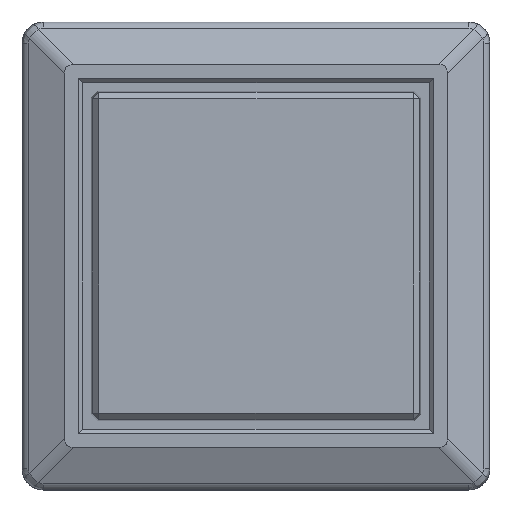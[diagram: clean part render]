
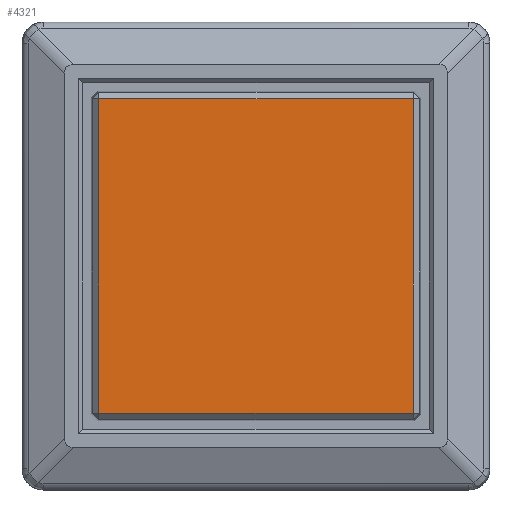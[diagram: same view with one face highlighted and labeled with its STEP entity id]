
A CAD part, top view. The second image highlights one B-rep face of the part: STEP entity #4321.
In plain terms, the highlighted face is planar.
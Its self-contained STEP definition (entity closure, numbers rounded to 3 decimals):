
#152 = DIRECTION ( 'NONE',  ( 1., 0., 0. ) ) ;
#1797 = DIRECTION ( 'NONE',  ( 0., 0., 1. ) ) ;
#2258 = EDGE_CURVE ( 'NONE', #8892, #8252, #10196, .T. ) ;
#2977 = DIRECTION ( 'NONE',  ( 0., -1., 0. ) ) ;
#3762 = EDGE_CURVE ( 'NONE', #8892, #8929, #8000, .T. ) ;
#3907 = VECTOR ( 'NONE', #152, 1000. ) ;
#4020 = DIRECTION ( 'NONE',  ( -1., 0., 0. ) ) ;
#4068 = LINE ( 'NONE', #9019, #7332 ) ;
#4212 = FACE_OUTER_BOUND ( 'NONE', #10945, .T. ) ;
#4285 = CARTESIAN_POINT ( 'NONE',  ( -7.396, 4., -7.396 ) ) ;
#4321 = ADVANCED_FACE ( 'NONE', ( #4212 ), #9173, .F. ) ;
#4450 = EDGE_CURVE ( 'NONE', #13617, #8929, #6374, .T. ) ;
#4877 = VECTOR ( 'NONE', #4020, 1000. ) ;
#5203 = CARTESIAN_POINT ( 'NONE',  ( 7.396, 4., -7.396 ) ) ;
#6374 = LINE ( 'NONE', #11332, #3907 ) ;
#6780 = ORIENTED_EDGE ( 'NONE', *, *, #12727, .F. ) ;
#7332 = VECTOR ( 'NONE', #13981, 1000. ) ;
#7790 = CARTESIAN_POINT ( 'NONE',  ( 7.396, 4., 7.396 ) ) ;
#7951 = DIRECTION ( 'NONE',  ( 0., 0., -1. ) ) ;
#8000 = LINE ( 'NONE', #12973, #10374 ) ;
#8252 = VERTEX_POINT ( 'NONE', #4285 ) ;
#8892 = VERTEX_POINT ( 'NONE', #5203 ) ;
#8929 = VERTEX_POINT ( 'NONE', #7790 ) ;
#9019 = CARTESIAN_POINT ( 'NONE',  ( -7.396, 4., 0. ) ) ;
#9075 = ORIENTED_EDGE ( 'NONE', *, *, #2258, .T. ) ;
#9092 = AXIS2_PLACEMENT_3D ( 'NONE', #14135, #2977, #7951 ) ;
#9173 = PLANE ( 'NONE',  #9092 ) ;
#10196 = LINE ( 'NONE', #15156, #4877 ) ;
#10374 = VECTOR ( 'NONE', #1797, 1000. ) ;
#10945 = EDGE_LOOP ( 'NONE', ( #15737, #11774, #9075, #6780 ) ) ;
#11332 = CARTESIAN_POINT ( 'NONE',  ( 0., 4., 7.396 ) ) ;
#11727 = CARTESIAN_POINT ( 'NONE',  ( -7.396, 4., 7.396 ) ) ;
#11774 = ORIENTED_EDGE ( 'NONE', *, *, #3762, .F. ) ;
#12727 = EDGE_CURVE ( 'NONE', #13617, #8252, #4068, .T. ) ;
#12973 = CARTESIAN_POINT ( 'NONE',  ( 7.396, 4., 0. ) ) ;
#13617 = VERTEX_POINT ( 'NONE', #11727 ) ;
#13981 = DIRECTION ( 'NONE',  ( 0., 0., -1. ) ) ;
#14135 = CARTESIAN_POINT ( 'NONE',  ( -7.396, 4., 7.396 ) ) ;
#15156 = CARTESIAN_POINT ( 'NONE',  ( 0., 4., -7.396 ) ) ;
#15737 = ORIENTED_EDGE ( 'NONE', *, *, #4450, .T. ) ;
